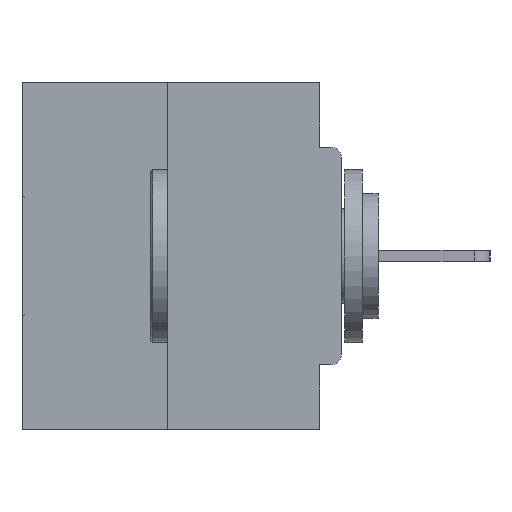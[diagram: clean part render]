
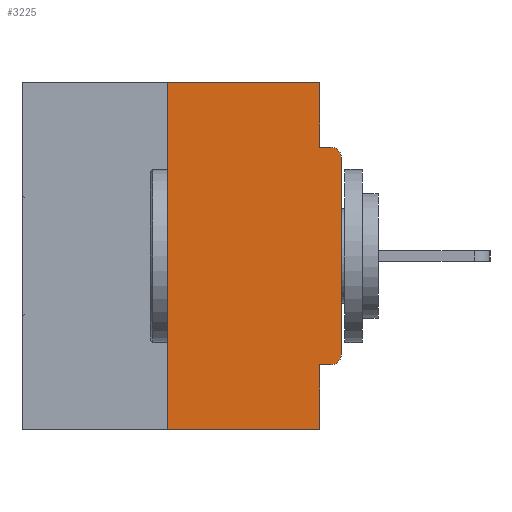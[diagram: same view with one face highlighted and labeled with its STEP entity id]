
A CAD part, left-side view. The second image highlights one B-rep face of the part: STEP entity #3225.
In plain terms, the highlighted planar face has unit normal (-1, 0, 0).
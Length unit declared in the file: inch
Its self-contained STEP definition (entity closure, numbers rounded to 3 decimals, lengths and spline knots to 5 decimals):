
#331 = CARTESIAN_POINT ( 'NONE',  ( 0., 0.25, -0.5 ) ) ;
#697 = VECTOR ( 'NONE', #5441, 39.37008 ) ;
#723 = VERTEX_POINT ( 'NONE', #16608 ) ;
#889 = CARTESIAN_POINT ( 'NONE',  ( 0., 0., -0.0935 ) ) ;
#960 = VERTEX_POINT ( 'NONE', #7661 ) ;
#2641 = CARTESIAN_POINT ( 'NONE',  ( 0., 0.25, 0. ) ) ;
#3168 = CARTESIAN_POINT ( 'NONE',  ( 0., 0.031, -0.5 ) ) ;
#3216 = DIRECTION ( 'NONE',  ( 0., 0., 1. ) ) ;
#3225 = ADVANCED_FACE ( 'NONE', ( #27572 ), #19855, .F. ) ;
#4174 = DIRECTION ( 'NONE',  ( 0., 0., -1. ) ) ;
#4283 = LINE ( 'NONE', #29493, #7406 ) ;
#4822 = AXIS2_PLACEMENT_3D ( 'NONE', #8598, #5746, #8427 ) ;
#5178 = VERTEX_POINT ( 'NONE', #30176 ) ;
#5247 = VECTOR ( 'NONE', #3216, 39.37008 ) ;
#5441 = DIRECTION ( 'NONE',  ( 0., 0., -1. ) ) ;
#5746 = DIRECTION ( 'NONE',  ( 1., 0., 0. ) ) ;
#5923 = AXIS2_PLACEMENT_3D ( 'NONE', #15816, #12415, #26718 ) ;
#6247 = EDGE_CURVE ( 'NONE', #13202, #960, #23155, .T. ) ;
#6346 = LINE ( 'NONE', #8493, #29346 ) ;
#6475 = EDGE_CURVE ( 'NONE', #17803, #16822, #8289, .T. ) ;
#7406 = VECTOR ( 'NONE', #15183, 39.37008 ) ;
#7661 = CARTESIAN_POINT ( 'NONE',  ( 0., 0., -0.1085 ) ) ;
#8067 = ORIENTED_EDGE ( 'NONE', *, *, #9959, .T. ) ;
#8289 = LINE ( 'NONE', #29927, #697 ) ;
#8427 = DIRECTION ( 'NONE',  ( 0., 0., -1. ) ) ;
#8493 = CARTESIAN_POINT ( 'NONE',  ( 0., 0., -0.4065 ) ) ;
#8598 = CARTESIAN_POINT ( 'NONE',  ( 0., 0.46, 0. ) ) ;
#8866 = ORIENTED_EDGE ( 'NONE', *, *, #23241, .F. ) ;
#9959 = EDGE_CURVE ( 'NONE', #26780, #13202, #20817, .T. ) ;
#11748 = EDGE_CURVE ( 'NONE', #723, #5178, #17932, .T. ) ;
#12412 = CARTESIAN_POINT ( 'NONE',  ( 0., 0., 0. ) ) ;
#12415 = DIRECTION ( 'NONE',  ( -1., 0., 0. ) ) ;
#12917 = CARTESIAN_POINT ( 'NONE',  ( 0., 0.031, 0. ) ) ;
#13202 = VERTEX_POINT ( 'NONE', #33320 ) ;
#14037 = DIRECTION ( 'NONE',  ( 0., 1., 0. ) ) ;
#14841 = VERTEX_POINT ( 'NONE', #28282 ) ;
#15183 = DIRECTION ( 'NONE',  ( 0., -1., 0. ) ) ;
#15248 = DIRECTION ( 'NONE',  ( -1., 0., 0. ) ) ;
#15816 = CARTESIAN_POINT ( 'NONE',  ( 0., 0.015, -0.1085 ) ) ;
#16608 = CARTESIAN_POINT ( 'NONE',  ( 0., 0.031, 0. ) ) ;
#16692 = VECTOR ( 'NONE', #20452, 39.37008 ) ;
#16822 = VERTEX_POINT ( 'NONE', #3168 ) ;
#17803 = VERTEX_POINT ( 'NONE', #25435 ) ;
#17932 = LINE ( 'NONE', #12917, #28639 ) ;
#18100 = DIRECTION ( 'NONE',  ( 0., 0., -1. ) ) ;
#18110 = VERTEX_POINT ( 'NONE', #331 ) ;
#19287 = VERTEX_POINT ( 'NONE', #2641 ) ;
#19454 = CARTESIAN_POINT ( 'NONE',  ( 0., 0.25, 0. ) ) ;
#19855 = PLANE ( 'NONE',  #4822 ) ;
#19995 = LINE ( 'NONE', #19454, #5247 ) ;
#20452 = DIRECTION ( 'NONE',  ( 0., 0., 1. ) ) ;
#20474 = ORIENTED_EDGE ( 'NONE', *, *, #11748, .F. ) ;
#20817 = CIRCLE ( 'NONE', #27123, 0.015 ) ;
#21679 = ORIENTED_EDGE ( 'NONE', *, *, #31280, .F. ) ;
#22619 = LINE ( 'NONE', #28358, #26447 ) ;
#23155 = LINE ( 'NONE', #12412, #16692 ) ;
#23241 = EDGE_CURVE ( 'NONE', #19287, #723, #4283, .T. ) ;
#23568 = LINE ( 'NONE', #889, #31556 ) ;
#23871 = ORIENTED_EDGE ( 'NONE', *, *, #6475, .F. ) ;
#24170 = CIRCLE ( 'NONE', #5923, 0.015 ) ;
#25435 = CARTESIAN_POINT ( 'NONE',  ( 0., 0.031, -0.4065 ) ) ;
#25436 = ORIENTED_EDGE ( 'NONE', *, *, #26144, .F. ) ;
#26036 = ORIENTED_EDGE ( 'NONE', *, *, #34490, .T. ) ;
#26144 = EDGE_CURVE ( 'NONE', #5178, #14841, #23568, .T. ) ;
#26208 = CARTESIAN_POINT ( 'NONE',  ( 0., 0.015, -0.4065 ) ) ;
#26447 = VECTOR ( 'NONE', #28174, 39.37008 ) ;
#26718 = DIRECTION ( 'NONE',  ( 0., 0., -1. ) ) ;
#26780 = VERTEX_POINT ( 'NONE', #26208 ) ;
#27068 = ORIENTED_EDGE ( 'NONE', *, *, #33349, .F. ) ;
#27123 = AXIS2_PLACEMENT_3D ( 'NONE', #31527, #15248, #18100 ) ;
#27572 = FACE_OUTER_BOUND ( 'NONE', #31260, .T. ) ;
#28174 = DIRECTION ( 'NONE',  ( 0., -1., 0. ) ) ;
#28282 = CARTESIAN_POINT ( 'NONE',  ( 0., 0.015, -0.0935 ) ) ;
#28358 = CARTESIAN_POINT ( 'NONE',  ( 0., 0.46, -0.5 ) ) ;
#28426 = DIRECTION ( 'NONE',  ( 0., -1., 0. ) ) ;
#28639 = VECTOR ( 'NONE', #4174, 39.37008 ) ;
#29346 = VECTOR ( 'NONE', #14037, 39.37008 ) ;
#29493 = CARTESIAN_POINT ( 'NONE',  ( 0., 0.46, 0. ) ) ;
#29927 = CARTESIAN_POINT ( 'NONE',  ( 0., 0.031, -0.5 ) ) ;
#30176 = CARTESIAN_POINT ( 'NONE',  ( 0., 0.031, -0.0935 ) ) ;
#31260 = EDGE_LOOP ( 'NONE', ( #8866, #21679, #34548, #23871, #27068, #8067, #34340, #26036, #25436, #20474 ) ) ;
#31280 = EDGE_CURVE ( 'NONE', #18110, #19287, #19995, .T. ) ;
#31527 = CARTESIAN_POINT ( 'NONE',  ( 0., 0.015, -0.3915 ) ) ;
#31556 = VECTOR ( 'NONE', #28426, 39.37008 ) ;
#33284 = EDGE_CURVE ( 'NONE', #18110, #16822, #22619, .T. ) ;
#33320 = CARTESIAN_POINT ( 'NONE',  ( 0., 0., -0.3915 ) ) ;
#33349 = EDGE_CURVE ( 'NONE', #26780, #17803, #6346, .T. ) ;
#34340 = ORIENTED_EDGE ( 'NONE', *, *, #6247, .T. ) ;
#34490 = EDGE_CURVE ( 'NONE', #960, #14841, #24170, .T. ) ;
#34548 = ORIENTED_EDGE ( 'NONE', *, *, #33284, .T. ) ;
